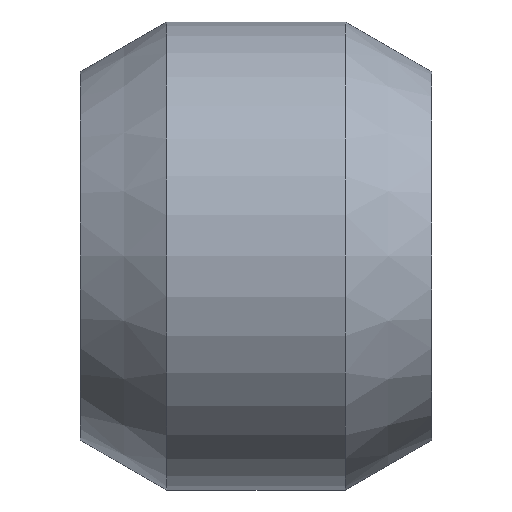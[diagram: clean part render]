
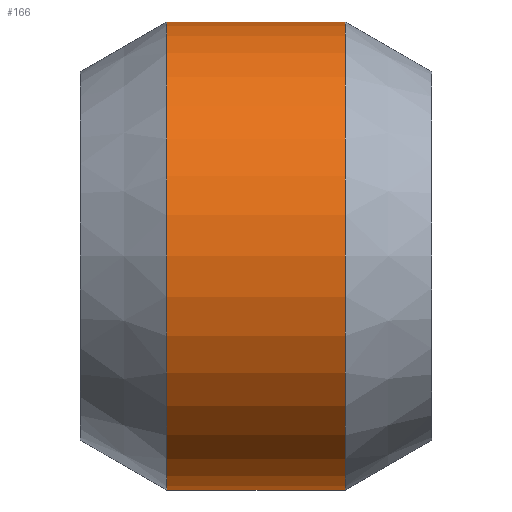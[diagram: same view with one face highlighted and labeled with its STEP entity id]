
A CAD part, front view. The second image highlights one B-rep face of the part: STEP entity #166.
In plain terms, the highlighted cylindrical face has radius 4 mm (diameter 8 mm), a full revolution.
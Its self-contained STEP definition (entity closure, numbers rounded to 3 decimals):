
#21 = AXIS2_PLACEMENT_3D ( 'NONE', #101, #240, #85 ) ;
#25 = CYLINDRICAL_SURFACE ( 'NONE', #163, 4. ) ;
#43 = DIRECTION ( 'NONE',  ( -1., 0., 0. ) ) ;
#54 = ORIENTED_EDGE ( 'NONE', *, *, #175, .F. ) ;
#58 = ORIENTED_EDGE ( 'NONE', *, *, #248, .T. ) ;
#61 = CARTESIAN_POINT ( 'NONE',  ( -1.028, 0., 4. ) ) ;
#69 = CARTESIAN_POINT ( 'NONE',  ( 0., 0., 0. ) ) ;
#75 = FACE_OUTER_BOUND ( 'NONE', #215, .T. ) ;
#85 = DIRECTION ( 'NONE',  ( 0., 0., 1. ) ) ;
#89 = CARTESIAN_POINT ( 'NONE',  ( -1.028, 0., 0. ) ) ;
#95 = VERTEX_POINT ( 'NONE', #61 ) ;
#101 = CARTESIAN_POINT ( 'NONE',  ( 2.028, 0., 0. ) ) ;
#128 = CIRCLE ( 'NONE', #150, 4. ) ;
#130 = VERTEX_POINT ( 'NONE', #238 ) ;
#150 = AXIS2_PLACEMENT_3D ( 'NONE', #89, #43, #263 ) ;
#161 = DIRECTION ( 'NONE',  ( 0., 0., 1. ) ) ;
#163 = AXIS2_PLACEMENT_3D ( 'NONE', #69, #249, #161 ) ;
#165 = EDGE_LOOP ( 'NONE', ( #54 ) ) ;
#166 = ADVANCED_FACE ( 'NONE', ( #194, #75 ), #25, .T. ) ;
#175 = EDGE_CURVE ( 'NONE', #95, #95, #128, .T. ) ;
#194 = FACE_OUTER_BOUND ( 'NONE', #165, .T. ) ;
#206 = CIRCLE ( 'NONE', #21, 4. ) ;
#215 = EDGE_LOOP ( 'NONE', ( #58 ) ) ;
#238 = CARTESIAN_POINT ( 'NONE',  ( 2.028, 0., 4. ) ) ;
#240 = DIRECTION ( 'NONE',  ( -1., 0., 0. ) ) ;
#248 = EDGE_CURVE ( 'NONE', #130, #130, #206, .T. ) ;
#249 = DIRECTION ( 'NONE',  ( -1., 0., 0. ) ) ;
#263 = DIRECTION ( 'NONE',  ( 0., 0., 1. ) ) ;
